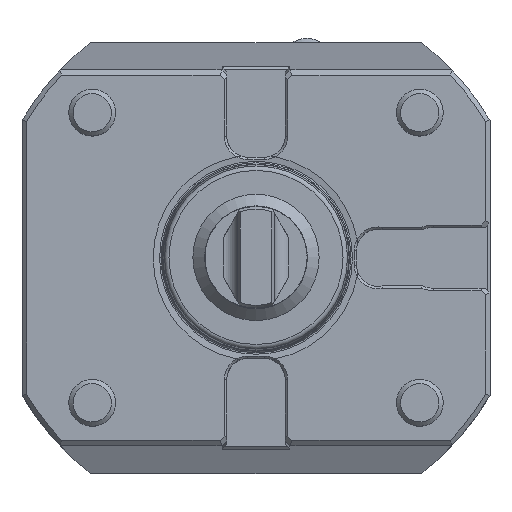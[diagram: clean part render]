
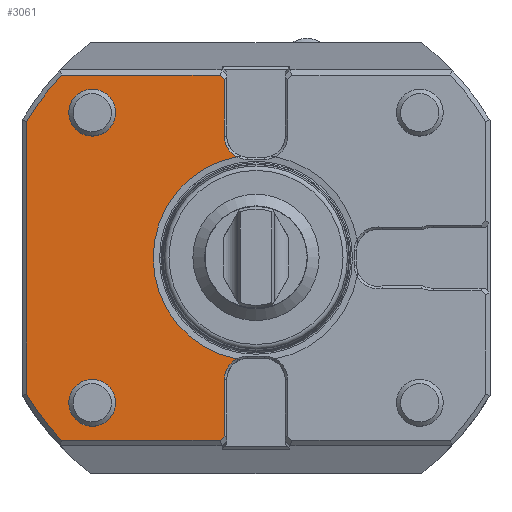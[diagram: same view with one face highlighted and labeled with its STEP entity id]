
A CAD part, top view. The second image highlights one B-rep face of the part: STEP entity #3061.
In plain terms, the highlighted planar face has unit normal (0, 0, 1).
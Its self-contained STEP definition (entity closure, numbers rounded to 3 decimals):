
#152=LINE('',#5600,#322);
#154=LINE('',#5604,#324);
#156=LINE('',#5610,#326);
#157=LINE('',#5624,#327);
#159=LINE('',#5632,#329);
#160=LINE('',#5634,#330);
#162=LINE('',#5638,#332);
#322=VECTOR('',#3944,1000.);
#324=VECTOR('',#3948,1000.);
#326=VECTOR('',#3954,1000.);
#327=VECTOR('',#3961,1000.);
#329=VECTOR('',#3971,1000.);
#330=VECTOR('',#3974,1000.);
#332=VECTOR('',#3978,1000.);
#1023=ORIENTED_EDGE('',*,*,#1625,.F.);
#1024=ORIENTED_EDGE('',*,*,#1626,.F.);
#1025=ORIENTED_EDGE('',*,*,#1605,.T.);
#1026=ORIENTED_EDGE('',*,*,#1599,.T.);
#1027=ORIENTED_EDGE('',*,*,#1597,.T.);
#1028=ORIENTED_EDGE('',*,*,#1595,.T.);
#1029=ORIENTED_EDGE('',*,*,#1594,.T.);
#1030=ORIENTED_EDGE('',*,*,#1591,.T.);
#1031=ORIENTED_EDGE('',*,*,#1590,.T.);
#1032=ORIENTED_EDGE('',*,*,#1587,.T.);
#1033=ORIENTED_EDGE('',*,*,#1586,.T.);
#1034=ORIENTED_EDGE('',*,*,#1583,.T.);
#1035=ORIENTED_EDGE('',*,*,#1581,.T.);
#1036=ORIENTED_EDGE('',*,*,#1579,.T.);
#1579=EDGE_CURVE('',#1931,#1901,#2124,.F.);
#1581=EDGE_CURVE('',#1932,#1931,#152,.T.);
#1583=EDGE_CURVE('',#1933,#1932,#154,.T.);
#1586=EDGE_CURVE('',#1934,#1933,#156,.T.);
#1587=EDGE_CURVE('',#1935,#1934,#2125,.T.);
#1590=EDGE_CURVE('',#1936,#1935,#157,.T.);
#1591=EDGE_CURVE('',#1937,#1936,#2126,.T.);
#1594=EDGE_CURVE('',#1938,#1937,#159,.T.);
#1595=EDGE_CURVE('',#1939,#1938,#160,.T.);
#1597=EDGE_CURVE('',#1940,#1939,#162,.T.);
#1599=EDGE_CURVE('',#1902,#1940,#2127,.F.);
#1605=EDGE_CURVE('',#1901,#1902,#2130,.T.);
#1625=EDGE_CURVE('',#1952,#1952,#2136,.T.);
#1626=EDGE_CURVE('',#1953,#1953,#2137,.T.);
#1901=VERTEX_POINT('',#5310);
#1902=VERTEX_POINT('',#5391);
#1931=VERTEX_POINT('',#5597);
#1932=VERTEX_POINT('',#5601);
#1933=VERTEX_POINT('',#5605);
#1934=VERTEX_POINT('',#5609);
#1935=VERTEX_POINT('',#5613);
#1936=VERTEX_POINT('',#5623);
#1937=VERTEX_POINT('',#5627);
#1938=VERTEX_POINT('',#5631);
#1939=VERTEX_POINT('',#5635);
#1940=VERTEX_POINT('',#5639);
#1952=VERTEX_POINT('',#5703);
#1953=VERTEX_POINT('',#5705);
#2124=CIRCLE('',#3313,5.);
#2125=CIRCLE('',#3319,57.);
#2126=CIRCLE('',#3322,57.);
#2127=CIRCLE('',#3328,5.);
#2130=CIRCLE('',#3334,21.979);
#2136=CIRCLE('',#3352,5.);
#2137=CIRCLE('',#3353,5.);
#2363=EDGE_LOOP('',(#1023));
#2364=EDGE_LOOP('',(#1024));
#2365=EDGE_LOOP('',(#1025,#1026,#1027,#1028,#1029,#1030,#1031,#1032,#1033,
#1034,#1035,#1036));
#2674=FACE_BOUND('',#2363,.T.);
#2675=FACE_BOUND('',#2364,.T.);
#2676=FACE_BOUND('',#2365,.T.);
#2909=PLANE('',#3351);
#3061=ADVANCED_FACE('',(#2674,#2675,#2676),#2909,.T.);
#3313=AXIS2_PLACEMENT_3D('',#5596,#3939,#3940);
#3319=AXIS2_PLACEMENT_3D('',#5612,#3957,#3958);
#3322=AXIS2_PLACEMENT_3D('',#5626,#3964,#3965);
#3328=AXIS2_PLACEMENT_3D('',#5642,#3982,#3983);
#3334=AXIS2_PLACEMENT_3D('',#5659,#3995,#3996);
#3351=AXIS2_PLACEMENT_3D('',#5701,#4041,#4042);
#3352=AXIS2_PLACEMENT_3D('',#5702,#4043,#4044);
#3353=AXIS2_PLACEMENT_3D('',#5704,#4045,#4046);
#3939=DIRECTION('',(0.,0.,1.));
#3940=DIRECTION('',(-1.,0.,0.));
#3944=DIRECTION('',(0.,1.,0.));
#3948=DIRECTION('',(0.703,0.711,0.));
#3954=DIRECTION('',(1.,0.,0.));
#3957=DIRECTION('',(0.,0.,1.));
#3958=DIRECTION('',(-1.,0.,0.));
#3961=DIRECTION('',(0.,-1.,0.));
#3964=DIRECTION('',(0.,0.,1.));
#3965=DIRECTION('',(-1.,0.,0.));
#3971=DIRECTION('',(-1.,0.,0.));
#3974=DIRECTION('',(-0.703,0.711,0.));
#3978=DIRECTION('',(0.,1.,0.));
#3982=DIRECTION('',(0.,0.,1.));
#3983=DIRECTION('',(-1.,0.,0.));
#3995=DIRECTION('',(0.,0.,-1.));
#3996=DIRECTION('',(1.,0.,0.));
#4041=DIRECTION('',(0.,0.,1.));
#4042=DIRECTION('',(-1.,0.,0.));
#4043=DIRECTION('',(0.,0.,1.));
#4044=DIRECTION('',(1.,0.,0.));
#4045=DIRECTION('',(0.,0.,1.));
#4046=DIRECTION('',(1.,0.,0.));
#5310=CARTESIAN_POINT('',(-4.106,-21.591,0.));
#5391=CARTESIAN_POINT('',(-4.106,21.591,0.));
#5596=CARTESIAN_POINT('',(-1.75,-26.,0.));
#5597=CARTESIAN_POINT('',(-6.75,-26.,0.));
#5600=CARTESIAN_POINT('',(-6.75,-26.,0.));
#5601=CARTESIAN_POINT('',(-6.75,-38.071,0.));
#5604=CARTESIAN_POINT('',(26.47,-4.436,0.));
#5605=CARTESIAN_POINT('',(-7.668,-39.,0.));
#5609=CARTESIAN_POINT('',(-41.569,-39.,0.));
#5610=CARTESIAN_POINT('',(-7.25,-39.,0.));
#5612=CARTESIAN_POINT('',(0.,0.,0.));
#5613=CARTESIAN_POINT('',(-49.,-29.12,0.));
#5623=CARTESIAN_POINT('',(-49.,29.12,0.));
#5624=CARTESIAN_POINT('',(-49.,-29.394,0.));
#5626=CARTESIAN_POINT('',(0.,0.,0.));
#5627=CARTESIAN_POINT('',(-41.569,39.,0.));
#5631=CARTESIAN_POINT('',(-7.668,39.,0.));
#5632=CARTESIAN_POINT('',(21.979,39.,0.));
#5634=CARTESIAN_POINT('',(26.47,4.436,0.));
#5635=CARTESIAN_POINT('',(-6.75,38.071,0.));
#5638=CARTESIAN_POINT('',(-6.75,37.564,0.));
#5639=CARTESIAN_POINT('',(-6.75,26.,0.));
#5642=CARTESIAN_POINT('',(-1.75,26.,0.));
#5659=CARTESIAN_POINT('',(0.,0.,0.));
#5701=CARTESIAN_POINT('',(21.979,0.,0.));
#5702=CARTESIAN_POINT('',(-35.,31.,0.));
#5703=CARTESIAN_POINT('',(-30.,31.,0.));
#5704=CARTESIAN_POINT('',(-35.,-31.,0.));
#5705=CARTESIAN_POINT('',(-30.,-31.,0.));
